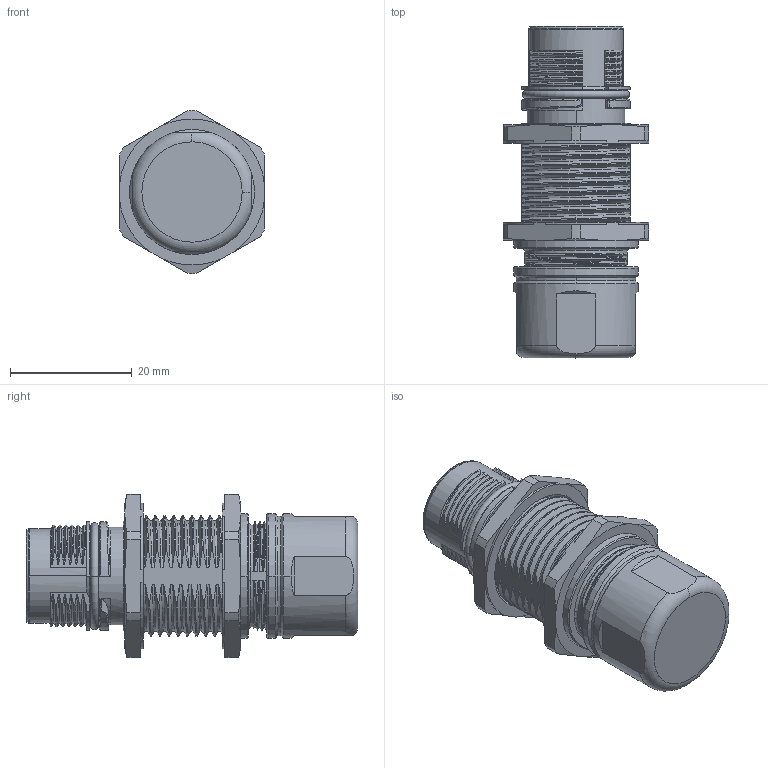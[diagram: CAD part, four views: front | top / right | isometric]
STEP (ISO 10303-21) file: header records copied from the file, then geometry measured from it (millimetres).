
FILE_DESCRIPTION((''),'2;1');
FILE_NAME('M17-XXX-CCT_RA-DXX-SH_SW0002','2023-12-15T',('zh.su'),(''),'PRO/ENGINEER BY PARAMETRIC TECHNOLOGY CORPORATION, 2012480','PRO/ENGINEER BY PARAMETRIC TECHNOLOGY CORPORATION, 2012480','');
FILE_SCHEMA(('CONFIG_CONTROL_DESIGN'));
Products named in the file (1): M17-XXX-CCT_RA-DXX-SH_SW0002
Bounding box: 23.9 x 54.55 x 26.8 mm (x, y, z)
Volume: 14292.3 mm3; surface area: 8011.1 mm2
Topology: 1 solids, 1 shells, 975 faces, 2896 edges, 1887 vertices
Faces by surface type: plane 276, cylinder 253, bspline 190, cone 186, torus 63, sphere 7
Entity records: 46096 total; most frequent: CARTESIAN_POINT 21702, ORIENTED_EDGE 5778, DIRECTION 4262, EDGE_CURVE 2889, VERTEX_POINT 1887, AXIS2_PLACEMENT_3D 1646, B_SPLINE_CURVE_WITH_KNOTS 1058, EDGE_LOOP 1042
